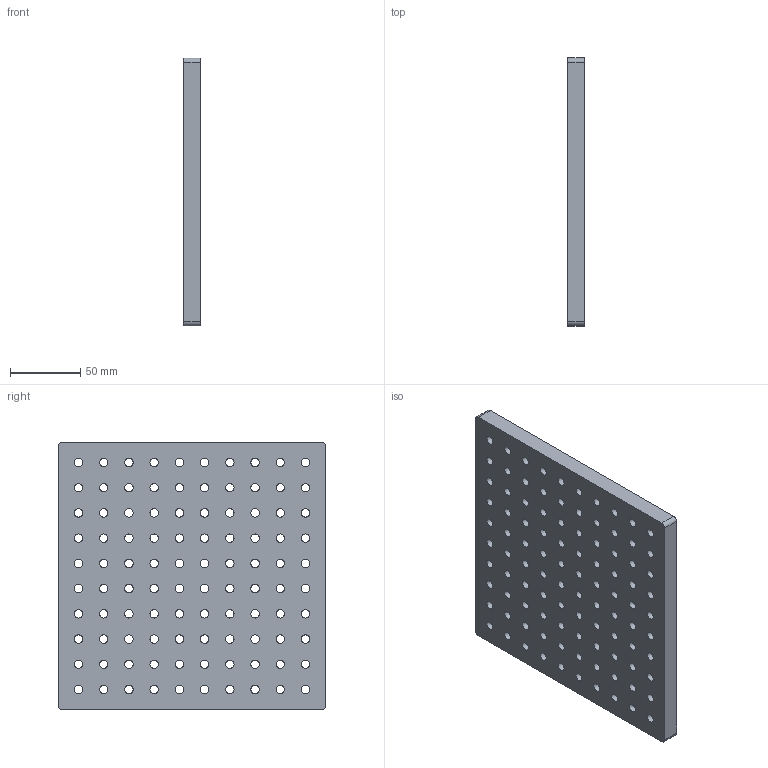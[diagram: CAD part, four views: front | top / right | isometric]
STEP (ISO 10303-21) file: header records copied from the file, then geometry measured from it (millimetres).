
FILE_DESCRIPTION(/* description */ (''),/* implementation_level */ '2;1');
FILE_NAME(/* name */ 'Fixture Plate v3.step',/* time_stamp */ '2024-07-19T16:21:19+10:00',/* author */ (''),/* organization */ (''),/* preprocessor_version */ 'ST-DEVELOPER v20',/* originating_system */ 'Autodesk Translation Framework v13.14.0.145',/* authorisation */ '');
FILE_SCHEMA (('AUTOMOTIVE_DESIGN { 1 0 10303 214 3 1 1 }'));
Length unit declared in the file: millimetre
Products named in the file (1): Fixture Plate
Bounding box: 12 x 191 x 191 mm (x, y, z)
Volume: 403750.1 mm3; surface area: 99017.3 mm2
Topology: 1 solids, 1 shells, 110 faces, 324 edges, 216 vertices
Faces by surface type: cylinder 104, plane 6
Full cylindrical faces by diameter (mm): 6 x100
Entity records: 4229 total; most frequent: DIRECTION 754, CARTESIAN_POINT 651, ORIENTED_EDGE 648, EDGE_CURVE 324, AXIS2_PLACEMENT_3D 319, EDGE_LOOP 310, VERTEX_POINT 216, CIRCLE 208
